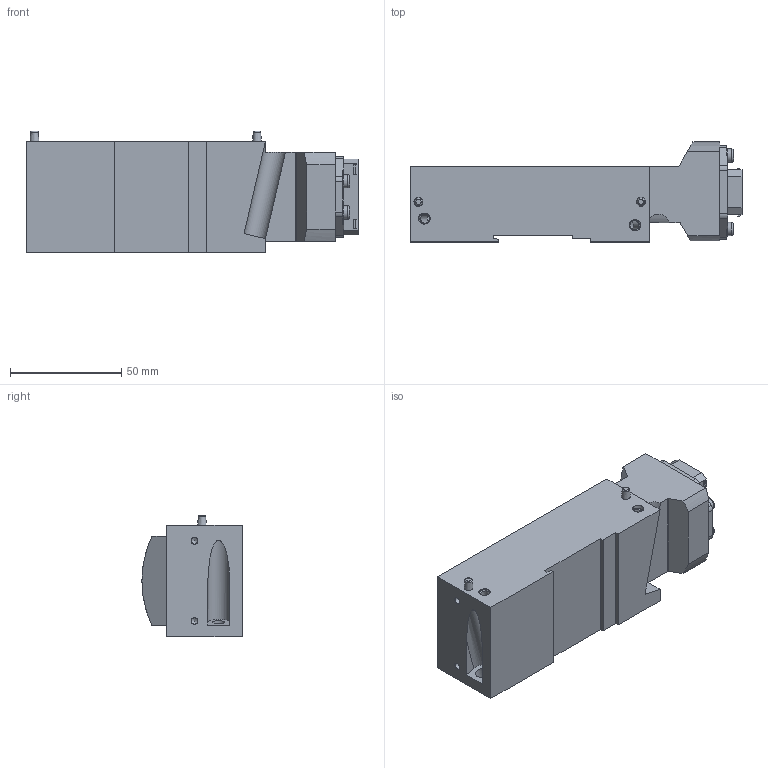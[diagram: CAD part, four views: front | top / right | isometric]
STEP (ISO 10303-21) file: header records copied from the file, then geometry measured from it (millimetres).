
FILE_DESCRIPTION(/* description */ ('STEP AP214'),/* implementation_level */ '2;1');
FILE_NAME(/* name */ '563058_CPX-M-GE-EV-Z-PP-5POL',/* time_stamp */ '2024-08-07T20:53:52+02:00',/* author */ ('License CC BY-ND 4.0'),/* organization */ ('CADENAS'),/* preprocessor_version */ 'ST-DEVELOPER v19.3',/* originating_system */ 'PARTsolutions',/* authorisation */ ' ');
FILE_SCHEMA (('AUTOMOTIVE_DESIGN {1 0 10303 214 3 1 1}'));
Length unit declared in the file: millimetre
Products named in the file (1): 563058 CPX-M-GE-EV-Z-PP-5POL---(0)
Bounding box: 149.2 x 45.01 x 54.55 mm (x, y, z)
Volume: 96317.3 mm3; surface area: 40542.7 mm2
Topology: 1 solids, 1 shells, 224 faces, 559 edges, 364 vertices
Faces by surface type: plane 137, cylinder 63, cone 16, torus 8
Full cylindrical faces by diameter (mm): 2.459 x4, 2.85 x2, 2.9 x2, 4.134 x2, 5 x2, 5.5 x2, 5.9 x4, 6.5 x4
Entity records: 6405 total; most frequent: CARTESIAN_POINT 1106, DIRECTION 1101, ORIENTED_EDGE 1010, EDGE_CURVE 505, AXIS2_PLACEMENT_3D 375, VERTEX_POINT 360, LINE 351, VECTOR 351
